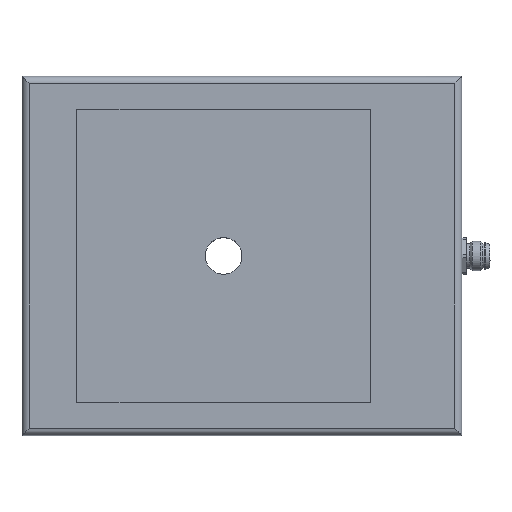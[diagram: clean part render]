
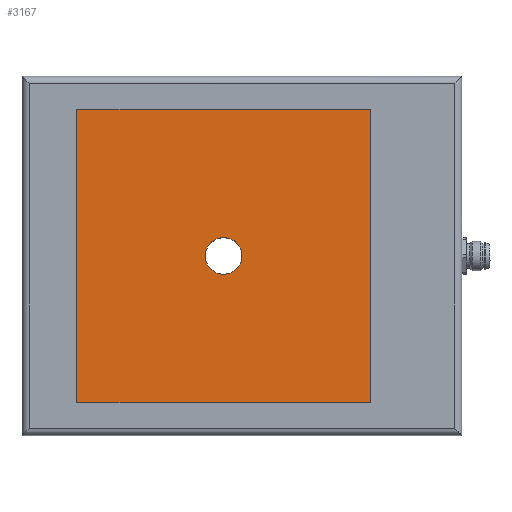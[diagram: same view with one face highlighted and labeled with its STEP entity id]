
A CAD part, top view. The second image highlights one B-rep face of the part: STEP entity #3167.
In plain terms, the highlighted planar face has unit normal (0, 0, 1).
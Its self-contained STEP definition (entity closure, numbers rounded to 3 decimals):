
#1399=CIRCLE('',#3004,5.);
#1525=ORIENTED_EDGE('',*,*,#1980,.F.);
#1526=ORIENTED_EDGE('',*,*,#1985,.F.);
#1527=ORIENTED_EDGE('',*,*,#1984,.F.);
#1528=ORIENTED_EDGE('',*,*,#1982,.F.);
#1529=ORIENTED_EDGE('',*,*,#1986,.F.);
#1735=VECTOR('',#2385,1.);
#1737=VECTOR('',#2389,1.);
#1739=VECTOR('',#2393,1.);
#1740=VECTOR('',#2396,1.);
#1801=LINE('',#2748,#1735);
#1803=LINE('',#2752,#1737);
#1805=LINE('',#2756,#1739);
#1806=LINE('',#2758,#1740);
#1867=VERTEX_POINT('',#2744);
#1868=VERTEX_POINT('',#2746);
#1869=VERTEX_POINT('',#2750);
#1870=VERTEX_POINT('',#2754);
#1871=VERTEX_POINT('',#2760);
#1980=EDGE_CURVE('',#1868,#1867,#1801,.T.);
#1982=EDGE_CURVE('',#1867,#1869,#1803,.T.);
#1984=EDGE_CURVE('',#1869,#1870,#1805,.T.);
#1985=EDGE_CURVE('',#1870,#1868,#1806,.T.);
#1986=EDGE_CURVE('',#1871,#1871,#1399,.T.);
#2088=EDGE_LOOP('',(#1525,#1526,#1527,#1528));
#2089=EDGE_LOOP('',(#1529));
#2208=FACE_BOUND('',#2088,.T.);
#2209=FACE_BOUND('',#2089,.T.);
#2385=DIRECTION('',(-80.,0.,0.));
#2389=DIRECTION('',(0.,80.,0.));
#2393=DIRECTION('',(80.,0.,0.));
#2396=DIRECTION('',(0.,-80.,0.));
#2397=DIRECTION('',(0.,0.,1.));
#2398=DIRECTION('',(0.,-1.,0.));
#2399=DIRECTION('',(0.,0.,1.));
#2400=DIRECTION('',(0.,5.,0.));
#2744=CARTESIAN_POINT('',(25.,9.,20.1));
#2746=CARTESIAN_POINT('',(105.,9.,20.1));
#2748=CARTESIAN_POINT('',(105.,9.,20.1));
#2750=CARTESIAN_POINT('',(25.,89.,20.1));
#2752=CARTESIAN_POINT('',(25.,9.,20.1));
#2754=CARTESIAN_POINT('',(105.,89.,20.1));
#2756=CARTESIAN_POINT('',(25.,89.,20.1));
#2758=CARTESIAN_POINT('',(105.,89.,20.1));
#2759=CARTESIAN_POINT('',(105.,9.,20.1));
#2760=CARTESIAN_POINT('',(65.,54.,20.1));
#2761=CARTESIAN_POINT('',(65.,49.,20.1));
#3003=AXIS2_PLACEMENT_3D('',#2759,#2397,#2398);
#3004=AXIS2_PLACEMENT_3D('',#2761,#2399,#2400);
#3132=PLANE('',#3003);
#3167=ADVANCED_FACE('',(#2208,#2209),#3132,.T.);
